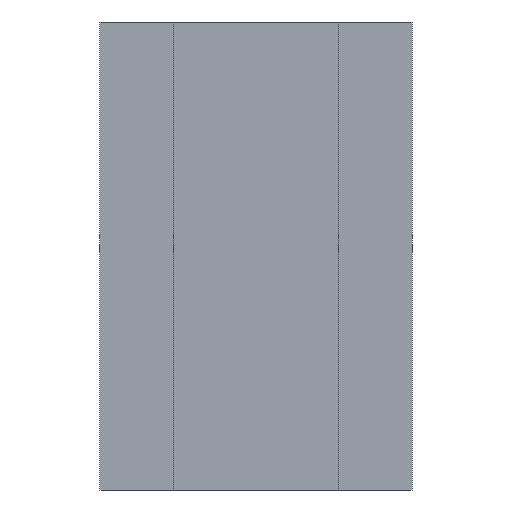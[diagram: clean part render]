
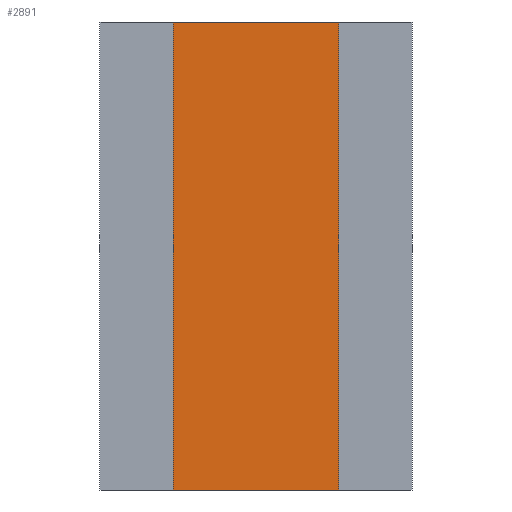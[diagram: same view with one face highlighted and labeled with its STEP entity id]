
A CAD part, front view. The second image highlights one B-rep face of the part: STEP entity #2891.
In plain terms, the highlighted planar face has unit normal (0, -1, 0).
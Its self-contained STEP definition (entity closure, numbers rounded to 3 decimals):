
#3 = VECTOR ( 'NONE', #496, 1000. ) ;
#149 = DIRECTION ( 'NONE',  ( 0., 0., 1. ) ) ;
#371 = EDGE_LOOP ( 'NONE', ( #635, #1143, #2481, #1769 ) ) ;
#406 = CARTESIAN_POINT ( 'NONE',  ( 0., 0., 0. ) ) ;
#496 = DIRECTION ( 'NONE',  ( 0., 0., 1. ) ) ;
#527 = LINE ( 'NONE', #817, #3 ) ;
#635 = ORIENTED_EDGE ( 'NONE', *, *, #987, .F. ) ;
#666 = LINE ( 'NONE', #997, #2648 ) ;
#693 = AXIS2_PLACEMENT_3D ( 'NONE', #2173, #1134, #2189 ) ;
#790 = FACE_OUTER_BOUND ( 'NONE', #371, .T. ) ;
#817 = CARTESIAN_POINT ( 'NONE',  ( 3.117, 0., -4.8 ) ) ;
#987 = EDGE_CURVE ( 'NONE', #2799, #1444, #1165, .T. ) ;
#997 = CARTESIAN_POINT ( 'NONE',  ( 0., 0., -4.8 ) ) ;
#1134 = DIRECTION ( 'NONE',  ( 0., -1., 0. ) ) ;
#1143 = ORIENTED_EDGE ( 'NONE', *, *, #2180, .F. ) ;
#1165 = LINE ( 'NONE', #2239, #2900 ) ;
#1257 = CARTESIAN_POINT ( 'NONE',  ( 0., 0., -4.8 ) ) ;
#1429 = VERTEX_POINT ( 'NONE', #1257 ) ;
#1444 = VERTEX_POINT ( 'NONE', #2012 ) ;
#1595 = LINE ( 'NONE', #2661, #2078 ) ;
#1769 = ORIENTED_EDGE ( 'NONE', *, *, #2280, .T. ) ;
#1846 = VERTEX_POINT ( 'NONE', #2334 ) ;
#2012 = CARTESIAN_POINT ( 'NONE',  ( 3.117, 0., 0. ) ) ;
#2078 = VECTOR ( 'NONE', #2945, 1000. ) ;
#2173 = CARTESIAN_POINT ( 'NONE',  ( 0., 0., -4.8 ) ) ;
#2180 = EDGE_CURVE ( 'NONE', #1429, #2799, #666, .T. ) ;
#2189 = DIRECTION ( 'NONE',  ( 0., 0., -1. ) ) ;
#2239 = CARTESIAN_POINT ( 'NONE',  ( 0., 0., 0. ) ) ;
#2258 = EDGE_CURVE ( 'NONE', #1429, #1846, #1595, .T. ) ;
#2280 = EDGE_CURVE ( 'NONE', #1846, #1444, #527, .T. ) ;
#2334 = CARTESIAN_POINT ( 'NONE',  ( 3.117, 0., -4.8 ) ) ;
#2436 = DIRECTION ( 'NONE',  ( 1., 0., 0. ) ) ;
#2481 = ORIENTED_EDGE ( 'NONE', *, *, #2258, .T. ) ;
#2640 = PLANE ( 'NONE',  #693 ) ;
#2648 = VECTOR ( 'NONE', #149, 1000. ) ;
#2661 = CARTESIAN_POINT ( 'NONE',  ( 0., 0., -4.8 ) ) ;
#2799 = VERTEX_POINT ( 'NONE', #406 ) ;
#2891 = ADVANCED_FACE ( 'NONE', ( #790 ), #2640, .T. ) ;
#2900 = VECTOR ( 'NONE', #2436, 1000. ) ;
#2945 = DIRECTION ( 'NONE',  ( 1., 0., 0. ) ) ;
